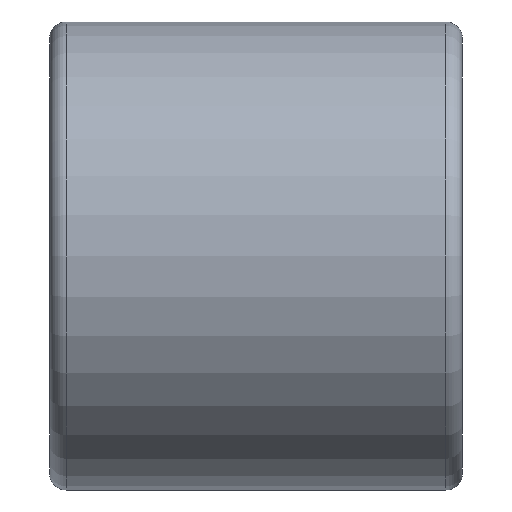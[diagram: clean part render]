
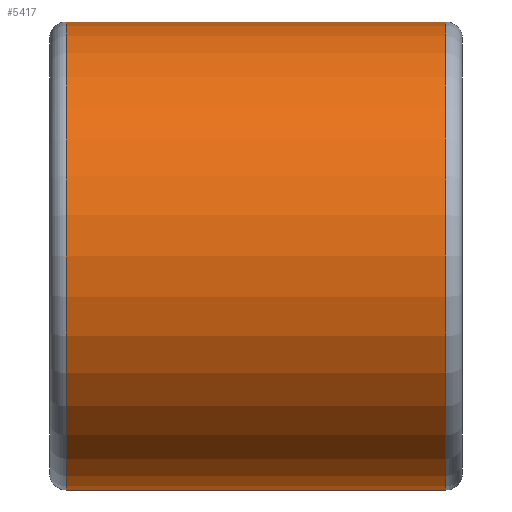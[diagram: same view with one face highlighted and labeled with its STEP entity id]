
A CAD part, front view. The second image highlights one B-rep face of the part: STEP entity #5417.
In plain terms, the highlighted cylindrical face has radius 42.5 mm (diameter 85 mm), a partial arc.
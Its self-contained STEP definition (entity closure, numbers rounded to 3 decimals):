
#7 = AXIS2_PLACEMENT_3D ( 'NONE', #3925, #772, #4444 ) ;
#173 = LINE ( 'NONE', #5362, #2848 ) ;
#772 = DIRECTION ( 'NONE',  ( -1., 0., 0. ) ) ;
#1012 = VERTEX_POINT ( 'NONE', #5878 ) ;
#1262 = CARTESIAN_POINT ( 'NONE',  ( 3., 0., 0. ) ) ;
#1285 = FACE_OUTER_BOUND ( 'NONE', #3418, .T. ) ;
#1760 = CIRCLE ( 'NONE', #6506, 42.5 ) ;
#1812 = DIRECTION ( 'NONE',  ( 0., 0., -1. ) ) ;
#2022 = CYLINDRICAL_SURFACE ( 'NONE', #2712, 42.5 ) ;
#2098 = EDGE_CURVE ( 'NONE', #1012, #6723, #173, .T. ) ;
#2210 = EDGE_CURVE ( 'NONE', #6573, #3072, #6575, .T. ) ;
#2432 = VECTOR ( 'NONE', #4653, 1000. ) ;
#2712 = AXIS2_PLACEMENT_3D ( 'NONE', #4866, #5379, #4368 ) ;
#2848 = VECTOR ( 'NONE', #5290, 1000. ) ;
#2946 = CIRCLE ( 'NONE', #7, 42.5 ) ;
#3072 = VERTEX_POINT ( 'NONE', #4968 ) ;
#3074 = CARTESIAN_POINT ( 'NONE',  ( 72., 0., -42.5 ) ) ;
#3211 = CARTESIAN_POINT ( 'NONE',  ( 3., 0., 42.5 ) ) ;
#3302 = ORIENTED_EDGE ( 'NONE', *, *, #2210, .F. ) ;
#3418 = EDGE_LOOP ( 'NONE', ( #3302, #3981, #4484, #3813 ) ) ;
#3730 = EDGE_CURVE ( 'NONE', #6723, #3072, #1760, .T. ) ;
#3813 = ORIENTED_EDGE ( 'NONE', *, *, #3730, .T. ) ;
#3925 = CARTESIAN_POINT ( 'NONE',  ( 72., 0., 0. ) ) ;
#3942 = CARTESIAN_POINT ( 'NONE',  ( 0., 0., -42.5 ) ) ;
#3981 = ORIENTED_EDGE ( 'NONE', *, *, #4918, .T. ) ;
#4368 = DIRECTION ( 'NONE',  ( 0., 0., 1. ) ) ;
#4444 = DIRECTION ( 'NONE',  ( 0., 0., 1. ) ) ;
#4484 = ORIENTED_EDGE ( 'NONE', *, *, #2098, .T. ) ;
#4653 = DIRECTION ( 'NONE',  ( -1., 0., 0. ) ) ;
#4866 = CARTESIAN_POINT ( 'NONE',  ( 0., 0., 0. ) ) ;
#4911 = DIRECTION ( 'NONE',  ( 1., 0., 0. ) ) ;
#4918 = EDGE_CURVE ( 'NONE', #6573, #1012, #2946, .T. ) ;
#4968 = CARTESIAN_POINT ( 'NONE',  ( 3., 0., -42.5 ) ) ;
#5290 = DIRECTION ( 'NONE',  ( -1., 0., 0. ) ) ;
#5362 = CARTESIAN_POINT ( 'NONE',  ( 0., 0., 42.5 ) ) ;
#5379 = DIRECTION ( 'NONE',  ( -1., 0., 0. ) ) ;
#5417 = ADVANCED_FACE ( 'NONE', ( #1285 ), #2022, .T. ) ;
#5878 = CARTESIAN_POINT ( 'NONE',  ( 72., 0., 42.5 ) ) ;
#6506 = AXIS2_PLACEMENT_3D ( 'NONE', #1262, #4911, #1812 ) ;
#6573 = VERTEX_POINT ( 'NONE', #3074 ) ;
#6575 = LINE ( 'NONE', #3942, #2432 ) ;
#6723 = VERTEX_POINT ( 'NONE', #3211 ) ;
